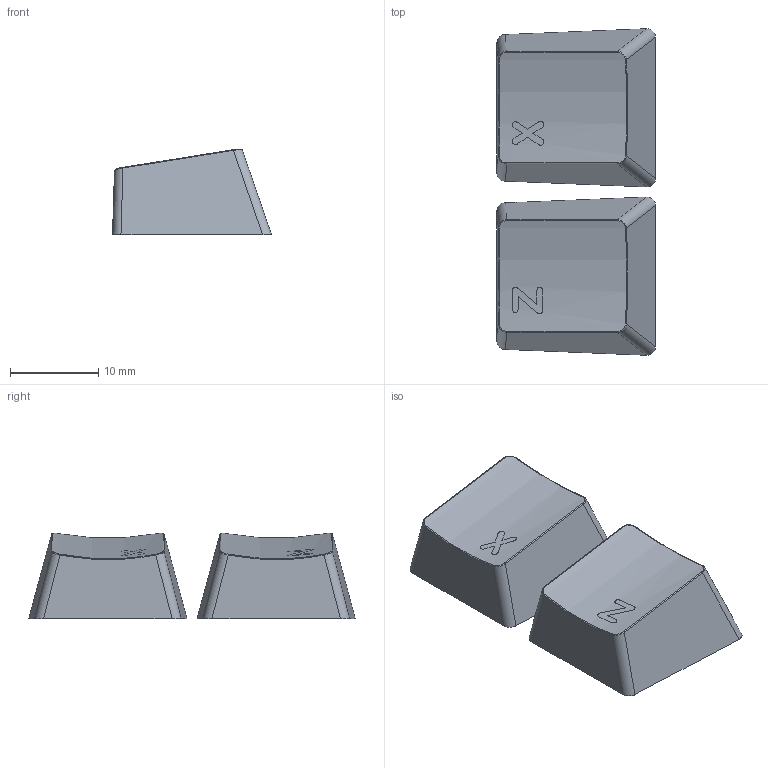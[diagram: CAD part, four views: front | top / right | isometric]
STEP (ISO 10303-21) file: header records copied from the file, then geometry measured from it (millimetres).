
FILE_DESCRIPTION(('CATIA V5 STEP Exchange'),'2;1');
FILE_NAME('Keycap Full Assembly.stp','2019-05-13T09:54:26+00:00',('none'),('none'),'CATIA Version 5 Release 20 GA (IN-10)','CATIA V5 STEP AP203','none');
FILE_SCHEMA(('CONFIG_CONTROL_DESIGN'));
Length unit declared in the file: millimetre
Products named in the file (3): Keycap Full Assembly; Product1; 1u - Z - Assembly
Assembly tree (6 placements, depth 3):
  Keycap Full Assembly
    Product1
      #66
      #4717
    1u - Z - Assembly
      #10212
      #14275
Bounding box: 18 x 36.98 x 9.7 mm (x, y, z)
Volume: 1890.6 mm3; surface area: 2924.6 mm2
Topology: 4 solids, 4 shells, 478 faces, 1388 edges, 920 vertices
Faces by surface type: plane 448, cylinder 18, bspline 12
Entity records: 17404 total; most frequent: CARTESIAN_POINT 6061, ORIENTED_EDGE 2776, DIRECTION 1644, EDGE_CURVE 1388, VERTEX_POINT 920, B_SPLINE_CURVE_WITH_KNOTS 700, VECTOR 682, LINE 682
